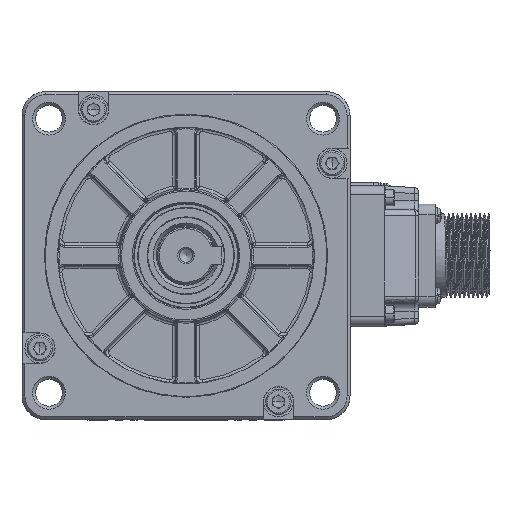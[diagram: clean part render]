
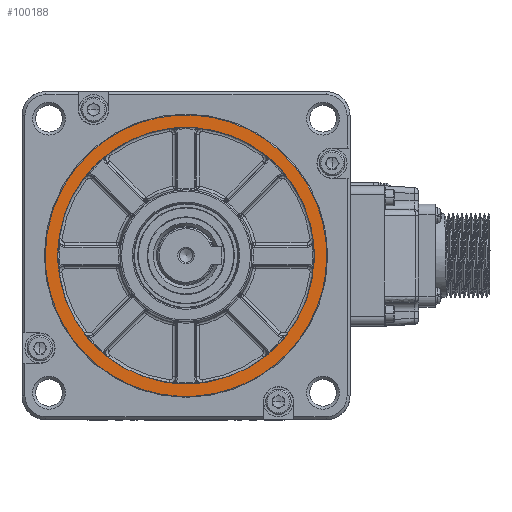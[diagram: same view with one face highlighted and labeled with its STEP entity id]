
A CAD part, top view. The second image highlights one B-rep face of the part: STEP entity #100188.
In plain terms, the highlighted planar face has unit normal (0, 0, 1).
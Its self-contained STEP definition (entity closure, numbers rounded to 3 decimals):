
#99847=CARTESIAN_POINT('',(-65.384,1028.61,-271.));
#99848=VERTEX_POINT('',#99847);
#99858=CARTESIAN_POINT('',(-65.384,1028.61,-271.));
#99859=CARTESIAN_POINT('',(-65.384,1075.81,-271.));
#99860=CARTESIAN_POINT('',(-18.184,1075.81,-271.));
#99861=CARTESIAN_POINT('',(29.016,1075.81,-271.));
#99862=CARTESIAN_POINT('',(29.016,1028.61,-271.));
#99863=CARTESIAN_POINT('',(29.016,1023.961,-271.));
#99864=CARTESIAN_POINT('',(28.109,1019.401,-271.));
#99865=CARTESIAN_POINT('',(27.202,1014.842,-271.));
#99866=CARTESIAN_POINT('',(25.423,1010.547,-271.));
#99867=CARTESIAN_POINT('',(23.644,1006.252,-271.));
#99868=CARTESIAN_POINT('',(21.061,1002.387,-271.));
#99869=CARTESIAN_POINT('',(18.479,998.521,-271.));
#99870=CARTESIAN_POINT('',(15.191,995.234,-271.));
#99871=CARTESIAN_POINT('',(11.904,991.947,-271.));
#99872=CARTESIAN_POINT('',(8.039,989.364,-271.));
#99873=CARTESIAN_POINT('',(4.174,986.782,-271.));
#99874=CARTESIAN_POINT('',(-0.121,985.003,-271.));
#99875=CARTESIAN_POINT('',(-4.416,983.224,-271.));
#99876=CARTESIAN_POINT('',(-8.976,982.317,-271.));
#99877=CARTESIAN_POINT('',(-13.535,981.41,-271.));
#99878=CARTESIAN_POINT('',(-18.184,981.41,-271.));
#99879=CARTESIAN_POINT('',(-22.833,981.41,-271.));
#99880=CARTESIAN_POINT('',(-27.392,982.317,-271.));
#99881=CARTESIAN_POINT('',(-31.952,983.224,-271.));
#99882=CARTESIAN_POINT('',(-36.247,985.003,-271.));
#99883=CARTESIAN_POINT('',(-40.542,986.782,-271.));
#99884=CARTESIAN_POINT('',(-44.407,989.364,-271.));
#99885=CARTESIAN_POINT('',(-48.272,991.947,-271.));
#99886=CARTESIAN_POINT('',(-51.559,995.234,-271.));
#99887=CARTESIAN_POINT('',(-54.847,998.521,-271.));
#99888=CARTESIAN_POINT('',(-57.429,1002.387,-271.));
#99889=CARTESIAN_POINT('',(-60.012,1006.252,-271.));
#99890=CARTESIAN_POINT('',(-61.791,1010.547,-271.));
#99891=CARTESIAN_POINT('',(-63.57,1014.842,-271.));
#99892=CARTESIAN_POINT('',(-64.477,1019.401,-271.));
#99893=CARTESIAN_POINT('',(-65.384,1023.961,-271.));
#99894=CARTESIAN_POINT('',(-65.384,1028.61,-271.));
#99895=(BOUNDED_CURVE()B_SPLINE_CURVE(2,(#99858,#99859,#99860,#99861,#99862,#99863,#99864,#99865,#99866,#99867,#99868,#99869,#99870,#99871,#99872,#99873,#99874,#99875,#99876,#99877,#99878,#99879,#99880,#99881,#99882,#99883,#99884,#99885,#99886,#99887,#99888,#99889,#99890,#99891,#99892,#99893,#99894),.UNSPECIFIED.,.T.,.U.)B_SPLINE_CURVE_WITH_KNOTS((3,2,2,2,2,2,2,2,2,2,2,2,2,2,2,2,2,2,3),(0.,0.5,1.,1.07,1.139,1.209,1.279,1.348,1.418,1.488,1.557,1.627,1.696,1.766,1.836,1.905,1.975,2.045,2.114),.UNSPECIFIED.)CURVE()GEOMETRIC_REPRESENTATION_ITEM()RATIONAL_B_SPLINE_CURVE((1.,0.707,1.,0.707,1.,1.,1.,1.,1.,1.,1.,1.,1.,1.,1.,1.,1.,1.,1.,1.,1.,1.,1.,1.,1.,1.,1.,1.,1.,1.,1.,1.,1.,1.,1.,1.,1.))REPRESENTATION_ITEM(''));
#99896=EDGE_CURVE('',#99848,#99848,#99895,.T.);
#100131=CARTESIAN_POINT('',(-18.184,1028.61,-271.));
#100132=DIRECTION('',(1.,0.,0.));
#100133=DIRECTION('',(0.,0.,1.));
#100134=AXIS2_PLACEMENT_3D('',#100131,#100133,#100132);
#100135=PLANE('',#100134);
#100136=ORIENTED_EDGE('',*,*,#99896,.F.);
#100137=EDGE_LOOP('',(#100136));
#100138=FACE_OUTER_BOUND('',#100137,.T.);
#100139=CARTESIAN_POINT('',(-61.184,1028.61,-271.));
#100140=VERTEX_POINT('',#100139);
#100141=CARTESIAN_POINT('',(24.816,1028.61,-271.));
#100142=VERTEX_POINT('',#100141);
#100143=CARTESIAN_POINT('',(-61.184,1028.61,-271.));
#100144=CARTESIAN_POINT('',(-61.184,1032.845,-271.));
#100145=CARTESIAN_POINT('',(-60.358,1036.999,-271.));
#100146=CARTESIAN_POINT('',(-59.532,1041.152,-271.));
#100147=CARTESIAN_POINT('',(-57.911,1045.065,-271.));
#100148=CARTESIAN_POINT('',(-56.29,1048.978,-271.));
#100149=CARTESIAN_POINT('',(-53.937,1052.499,-271.));
#100150=CARTESIAN_POINT('',(-51.584,1056.021,-271.));
#100151=CARTESIAN_POINT('',(-48.59,1059.015,-271.));
#100152=CARTESIAN_POINT('',(-45.595,1062.01,-271.));
#100153=CARTESIAN_POINT('',(-42.074,1064.363,-271.));
#100154=CARTESIAN_POINT('',(-38.552,1066.716,-271.));
#100155=CARTESIAN_POINT('',(-34.639,1068.336,-271.));
#100156=CARTESIAN_POINT('',(-30.727,1069.957,-271.));
#100157=CARTESIAN_POINT('',(-26.573,1070.783,-271.));
#100158=CARTESIAN_POINT('',(-22.419,1071.61,-271.));
#100159=CARTESIAN_POINT('',(-18.184,1071.61,-271.));
#100160=CARTESIAN_POINT('',(-13.949,1071.61,-271.));
#100161=CARTESIAN_POINT('',(-9.795,1070.783,-271.));
#100162=CARTESIAN_POINT('',(-5.641,1069.957,-271.));
#100163=CARTESIAN_POINT('',(-1.729,1068.336,-271.));
#100164=CARTESIAN_POINT('',(2.184,1066.716,-271.));
#100165=CARTESIAN_POINT('',(5.705,1064.363,-271.));
#100166=CARTESIAN_POINT('',(9.227,1062.01,-271.));
#100167=CARTESIAN_POINT('',(12.222,1059.015,-271.));
#100168=CARTESIAN_POINT('',(15.216,1056.021,-271.));
#100169=CARTESIAN_POINT('',(17.569,1052.499,-271.));
#100170=CARTESIAN_POINT('',(19.922,1048.978,-271.));
#100171=CARTESIAN_POINT('',(21.543,1045.065,-271.));
#100172=CARTESIAN_POINT('',(23.163,1041.152,-271.));
#100173=CARTESIAN_POINT('',(23.99,1036.999,-271.));
#100174=CARTESIAN_POINT('',(24.816,1032.845,-271.));
#100175=CARTESIAN_POINT('',(24.816,1028.61,-271.));
#100176=B_SPLINE_CURVE_WITH_KNOTS('',2,(#100143,#100144,#100145,#100146,#100147,#100148,#100149,#100150,#100151,#100152,#100153,#100154,#100155,#100156,#100157,#100158,#100159,#100160,#100161,#100162,#100163,#100164,#100165,#100166,#100167,#100168,#100169,#100170,#100171,#100172,#100173,#100174,#100175),.UNSPECIFIED.,.F.,.U.,(3,2,2,2,2,2,2,2,2,2,2,2,2,2,2,2,3),(0.5,0.531,0.563,0.594,0.625,0.656,0.688,0.719,0.75,0.781,0.813,0.844,0.875,0.906,0.938,0.969,1.),.UNSPECIFIED.);
#100177=EDGE_CURVE('',#100140,#100142,#100176,.T.);
#100178=ORIENTED_EDGE('',*,*,#100177,.T.);
#100179=CARTESIAN_POINT('',(-18.184,1028.61,-271.));
#100180=DIRECTION('',(1.,0.,0.));
#100181=DIRECTION('',(0.,0.,-1.));
#100182=AXIS2_PLACEMENT_3D('',#100179,#100181,#100180);
#100183=CIRCLE('',#100182,43.);
#100184=EDGE_CURVE('',#100142,#100140,#100183,.T.);
#100185=ORIENTED_EDGE('',*,*,#100184,.T.);
#100186=EDGE_LOOP('',(#100178,#100185));
#100187=FACE_BOUND('',#100186,.T.);
#100188=ADVANCED_FACE('',(#100138,#100187),#100135,.T.);
